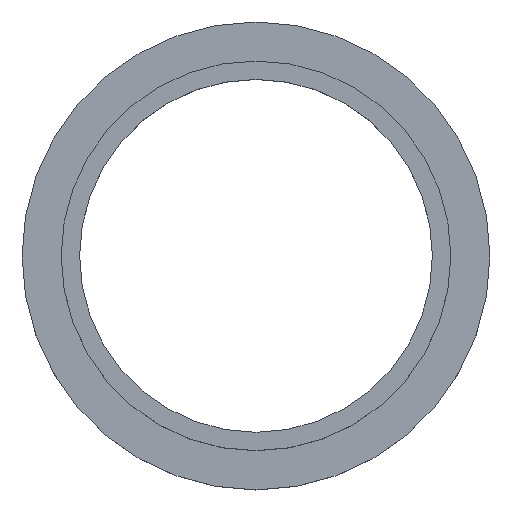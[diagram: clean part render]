
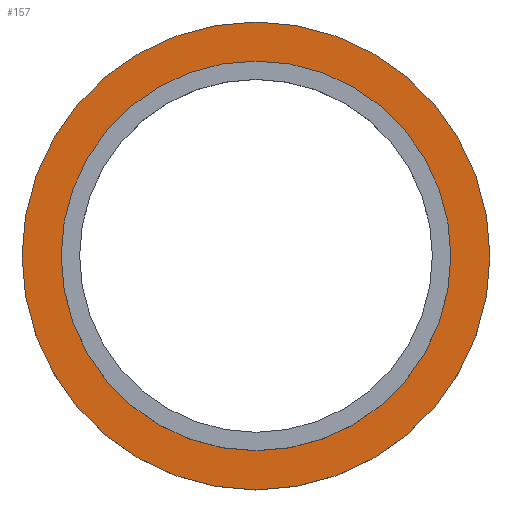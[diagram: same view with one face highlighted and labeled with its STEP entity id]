
A CAD part, top view. The second image highlights one B-rep face of the part: STEP entity #157.
In plain terms, the highlighted planar face has unit normal (0, 0, 1).
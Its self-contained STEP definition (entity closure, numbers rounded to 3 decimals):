
#10 = VERTEX_POINT ( 'NONE', #824 ) ;
#68 = CIRCLE ( 'NONE', #789, 12.445 ) ;
#108 = DIRECTION ( 'NONE',  ( 0., 0., -1. ) ) ;
#142 = EDGE_LOOP ( 'NONE', ( #213, #713 ) ) ;
#149 = VERTEX_POINT ( 'NONE', #569 ) ;
#157 = ADVANCED_FACE ( 'NONE', ( #367, #537 ), #170, .F. ) ;
#164 = EDGE_CURVE ( 'NONE', #149, #335, #68, .T. ) ;
#170 = PLANE ( 'NONE',  #838 ) ;
#213 = ORIENTED_EDGE ( 'NONE', *, *, #408, .T. ) ;
#220 = DIRECTION ( 'NONE',  ( 1., 0., 0. ) ) ;
#233 = AXIS2_PLACEMENT_3D ( 'NONE', #286, #676, #220 ) ;
#250 = CARTESIAN_POINT ( 'NONE',  ( 12.445, 0., -4. ) ) ;
#286 = CARTESIAN_POINT ( 'NONE',  ( 0., 0., -4. ) ) ;
#289 = AXIS2_PLACEMENT_3D ( 'NONE', #449, #849, #380 ) ;
#324 = EDGE_CURVE ( 'NONE', #335, #149, #469, .T. ) ;
#335 = VERTEX_POINT ( 'NONE', #250 ) ;
#336 = CARTESIAN_POINT ( 'NONE',  ( 15.25, 0., -4. ) ) ;
#343 = ORIENTED_EDGE ( 'NONE', *, *, #324, .F. ) ;
#367 = FACE_BOUND ( 'NONE', #709, .T. ) ;
#376 = DIRECTION ( 'NONE',  ( 0., 0., 1. ) ) ;
#380 = DIRECTION ( 'NONE',  ( 1., 0., 0. ) ) ;
#408 = EDGE_CURVE ( 'NONE', #795, #10, #423, .T. ) ;
#423 = CIRCLE ( 'NONE', #233, 15.25 ) ;
#447 = DIRECTION ( 'NONE',  ( 0., 0., 1. ) ) ;
#449 = CARTESIAN_POINT ( 'NONE',  ( 0., 0., -4. ) ) ;
#469 = CIRCLE ( 'NONE', #289, 12.445 ) ;
#475 = ORIENTED_EDGE ( 'NONE', *, *, #164, .F. ) ;
#505 = CARTESIAN_POINT ( 'NONE',  ( 0., 12.445, -4. ) ) ;
#537 = FACE_OUTER_BOUND ( 'NONE', #142, .T. ) ;
#544 = EDGE_CURVE ( 'NONE', #10, #795, #664, .T. ) ;
#569 = CARTESIAN_POINT ( 'NONE',  ( -12.445, 0., -4. ) ) ;
#573 = DIRECTION ( 'NONE',  ( -1., 0., 0. ) ) ;
#610 = AXIS2_PLACEMENT_3D ( 'NONE', #635, #447, #844 ) ;
#635 = CARTESIAN_POINT ( 'NONE',  ( 0., 0., -4. ) ) ;
#664 = CIRCLE ( 'NONE', #610, 15.25 ) ;
#676 = DIRECTION ( 'NONE',  ( 0., 0., 1. ) ) ;
#709 = EDGE_LOOP ( 'NONE', ( #343, #475 ) ) ;
#713 = ORIENTED_EDGE ( 'NONE', *, *, #544, .T. ) ;
#767 = CARTESIAN_POINT ( 'NONE',  ( 0., 0., -4. ) ) ;
#789 = AXIS2_PLACEMENT_3D ( 'NONE', #767, #376, #842 ) ;
#795 = VERTEX_POINT ( 'NONE', #336 ) ;
#824 = CARTESIAN_POINT ( 'NONE',  ( -15.25, 0., -4. ) ) ;
#838 = AXIS2_PLACEMENT_3D ( 'NONE', #505, #108, #573 ) ;
#842 = DIRECTION ( 'NONE',  ( 1., 0., 0. ) ) ;
#844 = DIRECTION ( 'NONE',  ( 1., 0., 0. ) ) ;
#849 = DIRECTION ( 'NONE',  ( 0., 0., 1. ) ) ;
